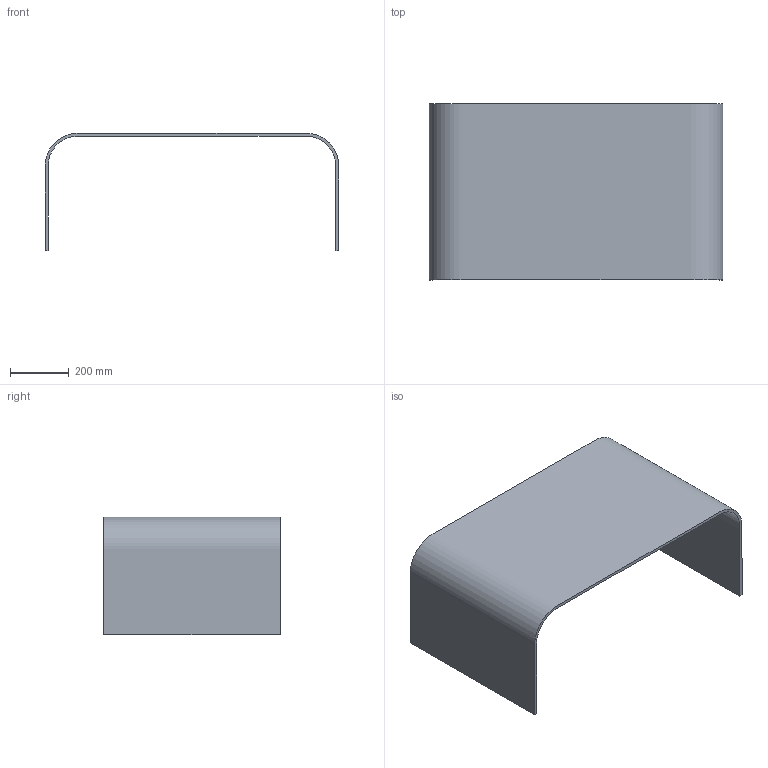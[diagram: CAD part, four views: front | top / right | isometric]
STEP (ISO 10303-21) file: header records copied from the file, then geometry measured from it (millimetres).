
FILE_DESCRIPTION(/* description */ (''),/* implementation_level */ '2;1');
FILE_NAME(/* name */ '0107 - Ponte 100x60',/* time_stamp */ '2010-11-03T17:43:04+01:00',/* author */ (''),/* organization */ (''),/* preprocessor_version */ 'ST-DEVELOPER v10',/* originating_system */ '',/* authorisation */ '');
FILE_SCHEMA (('CONFIG_CONTROL_DESIGN'));
Length unit declared in the file: centimetre
Products named in the file (1): 1
Bounding box: 1000 x 600 x 400 mm (x, y, z)
Volume: 9857195 mm3; surface area: 2083432.2 mm2
Topology: 1 solids, 1 shells, 7 faces, 15 edges, 10 vertices
Faces by surface type: plane 4, bspline 3
Entity records: 315 total; most frequent: CARTESIAN_POINT 126, ORIENTED_EDGE 30, EDGE_CURVE 15, VERTEX_POINT 10, B_SPLINE_CURVE_WITH_KNOTS 9, DIRECTION 8, ADVANCED_FACE 7, FACE_OUTER_BOUND 7
